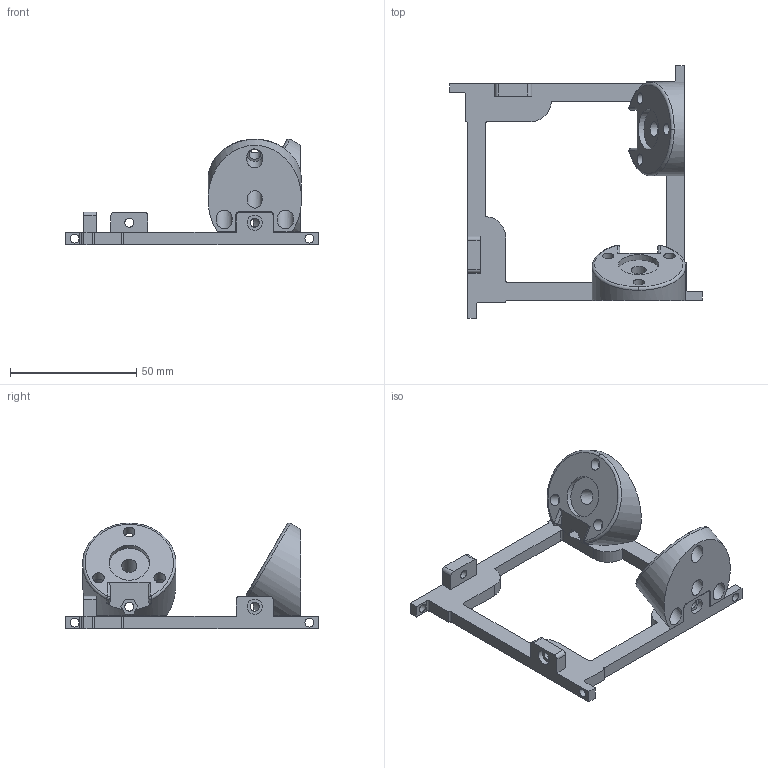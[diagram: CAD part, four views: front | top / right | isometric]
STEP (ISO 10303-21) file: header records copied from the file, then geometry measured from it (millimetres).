
FILE_DESCRIPTION(('FreeCAD Model'),'2;1');
FILE_NAME('Open CASCADE Shape Model','2024-04-12T14:20:25',(''),(''), 'Open CASCADE STEP processor 7.6','FreeCAD','Unknown');
FILE_SCHEMA(('AUTOMOTIVE_DESIGN { 1 0 10303 214 1 1 1 1 }'));
Length unit declared in the file: millimetre
Products named in the file (4): __wheel_support; Body002; Body; Body001
Assembly tree (3 placements, depth 2):
  __wheel_support
    Body002
    Body
    Body001
Bounding box: 100 x 100 x 41.86 mm (x, y, z)
Volume: 43299.6 mm3; surface area: 21578.8 mm2
Topology: 3 solids, 3 shells, 172 faces, 460 edges, 302 vertices
Faces by surface type: plane 96, cylinder 68, torus 4, sphere 4
Full cylindrical faces by diameter (mm): 3.5 x10, 4.5 x6, 6 x6, 6.5 x6, 16 x2, 37 x2
Entity records: 5546 total; most frequent: DIRECTION 972, CARTESIAN_POINT 936, ORIENTED_EDGE 912, EDGE_CURVE 456, AXIS2_PLACEMENT_3D 342, VERTEX_POINT 302, LINE 288, VECTOR 288
